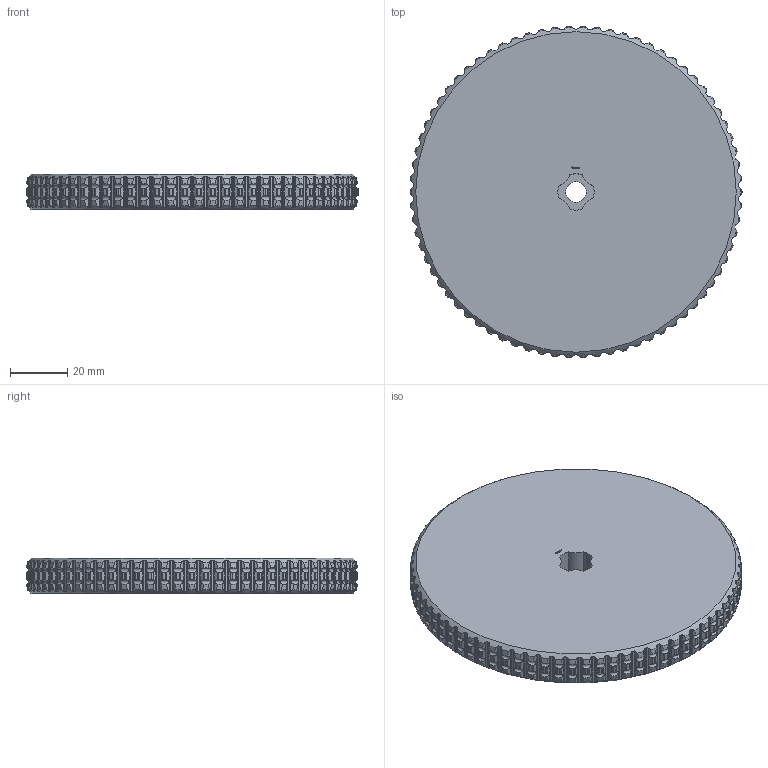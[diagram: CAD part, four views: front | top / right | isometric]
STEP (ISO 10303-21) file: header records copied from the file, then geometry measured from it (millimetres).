
FILE_DESCRIPTION(('FreeCAD Model'),'2;1');
FILE_NAME('Open CASCADE Shape Model','2023-12-20T21:16:23',(''),(''), 'Open CASCADE STEP processor 7.6','FreeCAD','Unknown');
FILE_SCHEMA(('AUTOMOTIVE_DESIGN { 1 0 10303 214 1 1 1 1 }'));
Products named in the file (1): Wheel GND TTRD PLN BU09.25x01.00 - SPN-WHL-0030 (stemfie.org)
Bounding box: 115.62 x 115.57 x 12.5 mm (x, y, z)
Volume: 125909 mm3; surface area: 27022.1 mm2
Topology: 1 solids, 1 shells, 2169 faces, 6319 edges, 4204 vertices
Faces by surface type: cylinder 828, plane 551, cone 336, torus 300, extrusion 154
Full cylindrical faces by diameter (mm): 2 x4, 7.2 x1
Entity records: 239438 total; most frequent: CARTESIAN_POINT 114285, DIRECTION 15308, ORIENTED_EDGE 12638, PCURVE 12638, DEFINITIONAL_REPRESENTATION 12638, B_SPLINE_CURVE_WITH_KNOTS 9224, VECTOR 8269, LINE 8115
